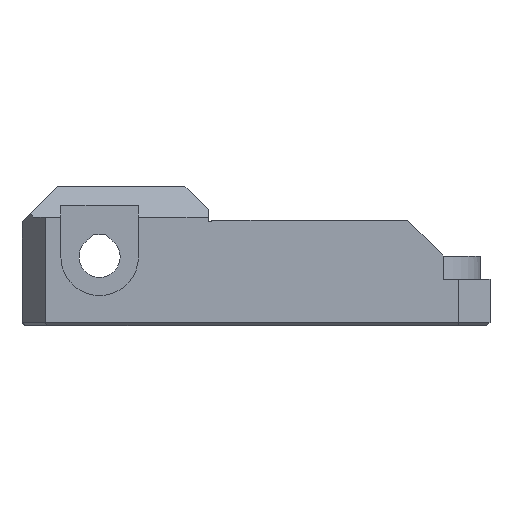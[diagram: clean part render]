
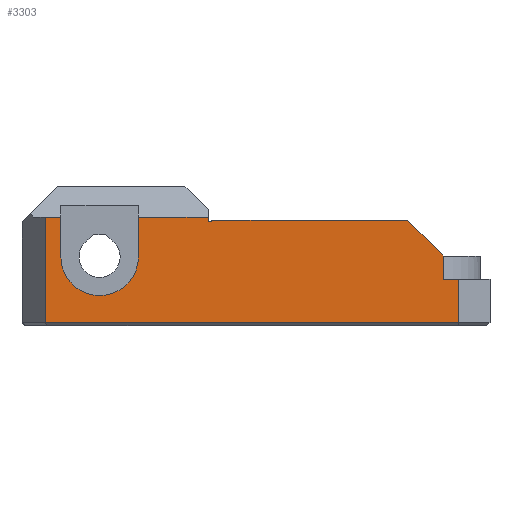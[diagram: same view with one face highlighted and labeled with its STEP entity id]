
A CAD part, front view. The second image highlights one B-rep face of the part: STEP entity #3303.
In plain terms, the highlighted planar face has unit normal (0, -1, 0).
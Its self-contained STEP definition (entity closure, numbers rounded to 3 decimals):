
#68=CIRCLE('',#3530,5.);
#232=FACE_OUTER_BOUND('',#421,.T.);
#421=EDGE_LOOP('',(#2417,#2418,#2419,#2420,#2421,#2422,#2423,#2424,#2425,
#2426,#2427,#2428,#2429,#2430,#2431));
#671=LINE('',#5689,#1052);
#672=LINE('',#5691,#1053);
#673=LINE('',#5693,#1054);
#674=LINE('',#5695,#1055);
#675=LINE('',#5697,#1056);
#676=LINE('',#5699,#1057);
#677=LINE('',#5701,#1058);
#678=LINE('',#5703,#1059);
#679=LINE('',#5705,#1060);
#680=LINE('',#5707,#1061);
#681=LINE('',#5709,#1062);
#682=LINE('',#5711,#1063);
#683=LINE('',#5713,#1064);
#684=LINE('',#5716,#1065);
#1052=VECTOR('',#3983,10.);
#1053=VECTOR('',#3984,10.);
#1054=VECTOR('',#3985,10.);
#1055=VECTOR('',#3986,10.);
#1056=VECTOR('',#3987,10.);
#1057=VECTOR('',#3988,10.);
#1058=VECTOR('',#3989,10.);
#1059=VECTOR('',#3990,10.);
#1060=VECTOR('',#3991,10.);
#1061=VECTOR('',#3992,10.);
#1062=VECTOR('',#3993,10.);
#1063=VECTOR('',#3994,10.);
#1064=VECTOR('',#3995,10.);
#1065=VECTOR('',#3998,10.);
#1459=VERTEX_POINT('',#5687);
#1460=VERTEX_POINT('',#5688);
#1461=VERTEX_POINT('',#5690);
#1462=VERTEX_POINT('',#5692);
#1463=VERTEX_POINT('',#5694);
#1464=VERTEX_POINT('',#5696);
#1465=VERTEX_POINT('',#5698);
#1466=VERTEX_POINT('',#5700);
#1467=VERTEX_POINT('',#5702);
#1468=VERTEX_POINT('',#5704);
#1469=VERTEX_POINT('',#5706);
#1470=VERTEX_POINT('',#5708);
#1471=VERTEX_POINT('',#5710);
#1472=VERTEX_POINT('',#5712);
#1473=VERTEX_POINT('',#5714);
#1822=EDGE_CURVE('',#1459,#1460,#671,.T.);
#1823=EDGE_CURVE('',#1461,#1460,#672,.T.);
#1824=EDGE_CURVE('',#1462,#1461,#673,.T.);
#1825=EDGE_CURVE('',#1463,#1462,#674,.T.);
#1826=EDGE_CURVE('',#1463,#1464,#675,.T.);
#1827=EDGE_CURVE('',#1464,#1465,#676,.T.);
#1828=EDGE_CURVE('',#1465,#1466,#677,.T.);
#1829=EDGE_CURVE('',#1466,#1467,#678,.T.);
#1830=EDGE_CURVE('',#1467,#1468,#679,.T.);
#1831=EDGE_CURVE('',#1468,#1469,#680,.T.);
#1832=EDGE_CURVE('',#1469,#1470,#681,.T.);
#1833=EDGE_CURVE('',#1470,#1471,#682,.T.);
#1834=EDGE_CURVE('',#1471,#1472,#683,.T.);
#1835=EDGE_CURVE('',#1472,#1473,#68,.T.);
#1836=EDGE_CURVE('',#1473,#1459,#684,.T.);
#2417=ORIENTED_EDGE('',*,*,#1822,.T.);
#2418=ORIENTED_EDGE('',*,*,#1823,.F.);
#2419=ORIENTED_EDGE('',*,*,#1824,.F.);
#2420=ORIENTED_EDGE('',*,*,#1825,.F.);
#2421=ORIENTED_EDGE('',*,*,#1826,.T.);
#2422=ORIENTED_EDGE('',*,*,#1827,.T.);
#2423=ORIENTED_EDGE('',*,*,#1828,.T.);
#2424=ORIENTED_EDGE('',*,*,#1829,.T.);
#2425=ORIENTED_EDGE('',*,*,#1830,.T.);
#2426=ORIENTED_EDGE('',*,*,#1831,.T.);
#2427=ORIENTED_EDGE('',*,*,#1832,.T.);
#2428=ORIENTED_EDGE('',*,*,#1833,.T.);
#2429=ORIENTED_EDGE('',*,*,#1834,.T.);
#2430=ORIENTED_EDGE('',*,*,#1835,.T.);
#2431=ORIENTED_EDGE('',*,*,#1836,.T.);
#3126=PLANE('',#3529);
#3303=ADVANCED_FACE('',(#232),#3126,.T.);
#3529=AXIS2_PLACEMENT_3D('',#5686,#3981,#3982);
#3530=AXIS2_PLACEMENT_3D('',#5715,#3996,#3997);
#3981=DIRECTION('center_axis',(0.,-1.,0.));
#3982=DIRECTION('ref_axis',(-1.,0.,0.));
#3983=DIRECTION('',(-1.,0.,0.));
#3984=DIRECTION('',(0.,0.,1.));
#3985=DIRECTION('',(-1.,0.,0.));
#3986=DIRECTION('',(0.,0.,-1.));
#3987=DIRECTION('',(-1.,0.,0.));
#3988=DIRECTION('',(0.,0.,1.));
#3989=DIRECTION('',(-0.707,0.,0.707));
#3990=DIRECTION('',(-1.,0.,0.));
#3991=DIRECTION('',(0.,0.,-1.));
#3992=DIRECTION('',(-1.,0.,0.));
#3993=DIRECTION('',(0.,0.,1.));
#3994=DIRECTION('',(-1.,0.,0.));
#3995=DIRECTION('',(0.,0.,-1.));
#3996=DIRECTION('center_axis',(0.,1.,0.));
#3997=DIRECTION('ref_axis',(1.,0.,0.));
#3998=DIRECTION('',(0.,0.,1.));
#5686=CARTESIAN_POINT('Origin',(8.7,-11.525,0.4));
#5687=CARTESIAN_POINT('',(-44.3,-11.525,8.));
#5688=CARTESIAN_POINT('',(-46.3,-11.525,8.));
#5689=CARTESIAN_POINT('',(-17.8,-11.525,8.));
#5690=CARTESIAN_POINT('',(-46.3,-11.525,-5.6));
#5691=CARTESIAN_POINT('',(-46.3,-11.525,-6.));
#5692=CARTESIAN_POINT('',(7.,-11.525,-5.6));
#5693=CARTESIAN_POINT('',(-1.075,-11.525,-5.6));
#5694=CARTESIAN_POINT('',(7.,-11.525,0.));
#5695=CARTESIAN_POINT('',(7.,-11.525,0.2));
#5696=CARTESIAN_POINT('',(5.,-11.525,0.));
#5697=CARTESIAN_POINT('',(11.,-11.525,0.));
#5698=CARTESIAN_POINT('',(5.,-11.525,3.));
#5699=CARTESIAN_POINT('',(5.,-11.525,-5.6));
#5700=CARTESIAN_POINT('',(0.4,-11.525,7.6));
#5701=CARTESIAN_POINT('',(5.75,-11.525,2.25));
#5702=CARTESIAN_POINT('',(-24.843,-11.525,7.6));
#5703=CARTESIAN_POINT('',(-24.715,-11.525,7.6));
#5704=CARTESIAN_POINT('',(-24.843,-11.525,7.4));
#5705=CARTESIAN_POINT('',(-24.843,-11.525,3.7));
#5706=CARTESIAN_POINT('',(-25.3,-11.525,7.4));
#5707=CARTESIAN_POINT('',(-10.15,-11.525,7.4));
#5708=CARTESIAN_POINT('',(-25.3,-11.525,8.));
#5709=CARTESIAN_POINT('',(-25.3,-11.525,-2.6));
#5710=CARTESIAN_POINT('',(-34.3,-11.525,8.));
#5711=CARTESIAN_POINT('',(-29.75,-11.525,8.));
#5712=CARTESIAN_POINT('',(-34.3,-11.525,2.9));
#5713=CARTESIAN_POINT('',(-34.3,-11.525,5.9));
#5714=CARTESIAN_POINT('',(-44.3,-11.525,2.9));
#5715=CARTESIAN_POINT('Origin',(-39.3,-11.525,2.9));
#5716=CARTESIAN_POINT('',(-44.3,-11.525,1.65));
